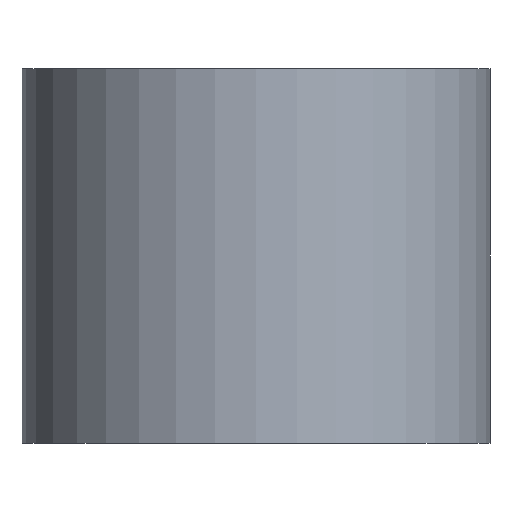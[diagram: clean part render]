
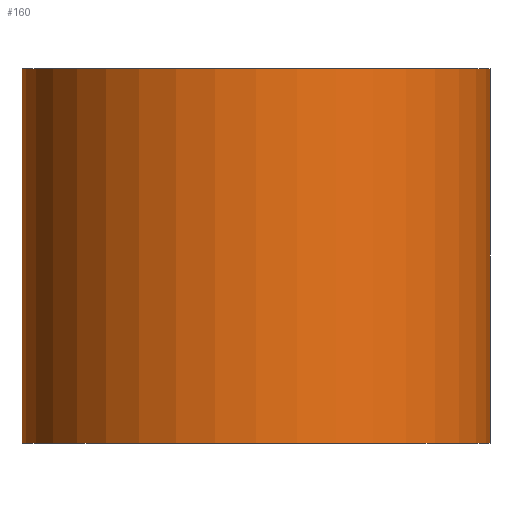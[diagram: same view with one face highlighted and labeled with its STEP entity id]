
A CAD part, front view. The second image highlights one B-rep face of the part: STEP entity #160.
In plain terms, the highlighted cylindrical face has radius 7.5 mm (diameter 15 mm), a full revolution.
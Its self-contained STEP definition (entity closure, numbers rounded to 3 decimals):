
#31=LINE('',#291,#40);
#40=VECTOR('',#244,7.5);
#44=CYLINDRICAL_SURFACE('',#194,7.5);
#52=FACE_OUTER_BOUND('',#63,.T.);
#63=EDGE_LOOP('',(#144,#145,#146,#147));
#75=CIRCLE('',#190,7.5);
#78=CIRCLE('',#195,7.5);
#88=VERTEX_POINT('',#281);
#91=VERTEX_POINT('',#290);
#106=EDGE_CURVE('',#88,#88,#75,.T.);
#110=EDGE_CURVE('',#88,#91,#31,.T.);
#111=EDGE_CURVE('',#91,#91,#78,.T.);
#144=ORIENTED_EDGE('',*,*,#106,.F.);
#145=ORIENTED_EDGE('',*,*,#110,.T.);
#146=ORIENTED_EDGE('',*,*,#111,.T.);
#147=ORIENTED_EDGE('',*,*,#110,.F.);
#160=ADVANCED_FACE('',(#52),#44,.T.);
#190=AXIS2_PLACEMENT_3D('',#282,#233,#234);
#194=AXIS2_PLACEMENT_3D('',#289,#242,#243);
#195=AXIS2_PLACEMENT_3D('',#292,#245,#246);
#233=DIRECTION('center_axis',(0.,0.,1.));
#234=DIRECTION('ref_axis',(1.,0.,0.));
#242=DIRECTION('center_axis',(0.,0.,1.));
#243=DIRECTION('ref_axis',(1.,0.,0.));
#244=DIRECTION('',(0.,0.,-1.));
#245=DIRECTION('center_axis',(0.,0.,1.));
#246=DIRECTION('ref_axis',(1.,0.,0.));
#281=CARTESIAN_POINT('',(-7.5,0.,12.));
#282=CARTESIAN_POINT('Origin',(0.,0.,12.));
#289=CARTESIAN_POINT('Origin',(0.,0.,0.));
#290=CARTESIAN_POINT('',(-7.5,0.,0.));
#291=CARTESIAN_POINT('',(-7.5,0.,0.));
#292=CARTESIAN_POINT('Origin',(0.,0.,0.));
